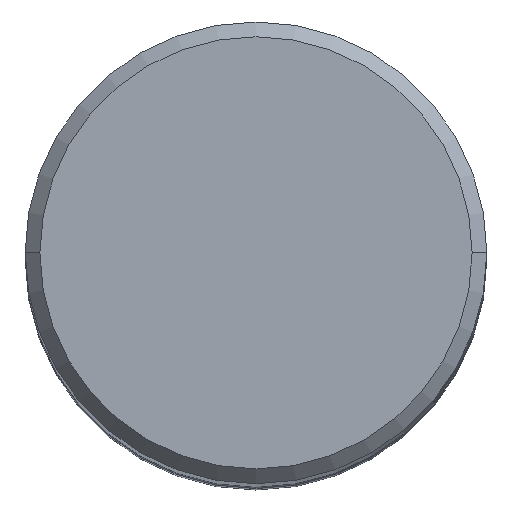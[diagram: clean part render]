
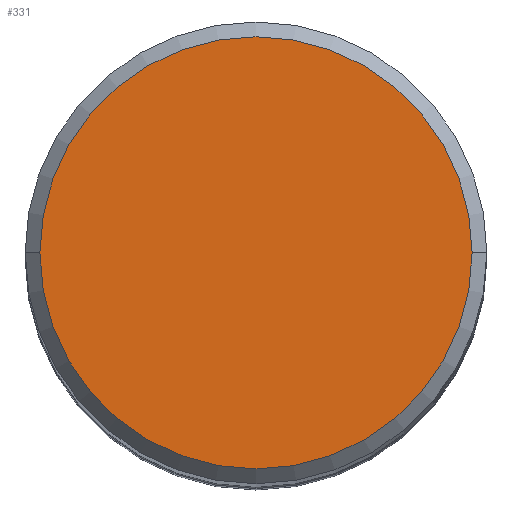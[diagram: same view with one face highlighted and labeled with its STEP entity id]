
A CAD part, top view. The second image highlights one B-rep face of the part: STEP entity #331.
In plain terms, the highlighted planar face has unit normal (0, 0, 1).
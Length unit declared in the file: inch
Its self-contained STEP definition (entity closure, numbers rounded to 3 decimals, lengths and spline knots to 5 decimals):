
#1 = DIRECTION ( 'NONE',  ( -1., 0., 0. ) ) ;
#26 = EDGE_CURVE ( 'NONE', #121, #471, #140, .T. ) ;
#42 = AXIS2_PLACEMENT_3D ( 'NONE', #259, #226, #349 ) ;
#121 = VERTEX_POINT ( 'NONE', #553 ) ;
#136 = EDGE_LOOP ( 'NONE', ( #544, #344 ) ) ;
#140 = CIRCLE ( 'NONE', #421, 0.2925 ) ;
#147 = DIRECTION ( 'NONE',  ( 1., 0., 0. ) ) ;
#197 = DIRECTION ( 'NONE',  ( 0., 0., 1. ) ) ;
#217 = DIRECTION ( 'NONE',  ( 0., 0., -1. ) ) ;
#226 = DIRECTION ( 'NONE',  ( 0., 0., 1. ) ) ;
#248 = CIRCLE ( 'NONE', #42, 0.2925 ) ;
#255 = CARTESIAN_POINT ( 'NONE',  ( 0.2925, 0., 0. ) ) ;
#256 = AXIS2_PLACEMENT_3D ( 'NONE', #343, #217, #1 ) ;
#259 = CARTESIAN_POINT ( 'NONE',  ( 0., 0., 0. ) ) ;
#290 = EDGE_CURVE ( 'NONE', #471, #121, #248, .T. ) ;
#331 = ADVANCED_FACE ( 'NONE', ( #479 ), #475, .F. ) ;
#343 = CARTESIAN_POINT ( 'NONE',  ( 0., 0.2925, 0. ) ) ;
#344 = ORIENTED_EDGE ( 'NONE', *, *, #290, .T. ) ;
#349 = DIRECTION ( 'NONE',  ( 1., 0., 0. ) ) ;
#421 = AXIS2_PLACEMENT_3D ( 'NONE', #497, #197, #147 ) ;
#471 = VERTEX_POINT ( 'NONE', #255 ) ;
#475 = PLANE ( 'NONE',  #256 ) ;
#479 = FACE_OUTER_BOUND ( 'NONE', #136, .T. ) ;
#497 = CARTESIAN_POINT ( 'NONE',  ( 0., 0., 0. ) ) ;
#544 = ORIENTED_EDGE ( 'NONE', *, *, #26, .T. ) ;
#553 = CARTESIAN_POINT ( 'NONE',  ( -0.2925, 0., 0. ) ) ;
